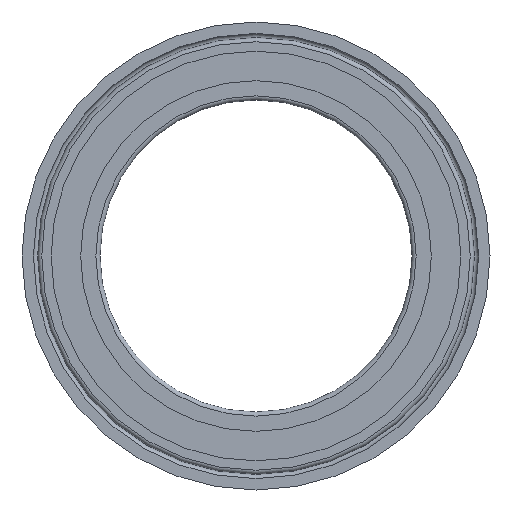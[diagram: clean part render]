
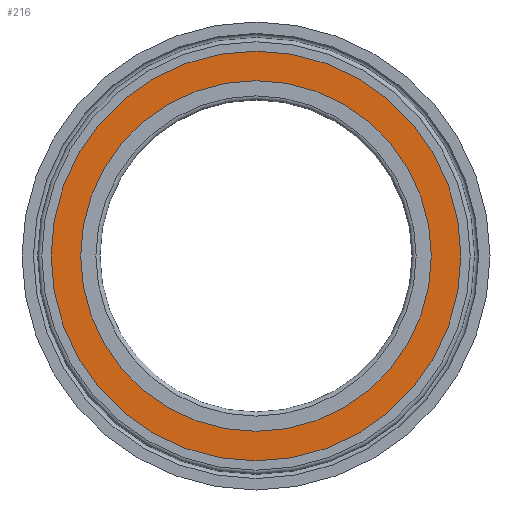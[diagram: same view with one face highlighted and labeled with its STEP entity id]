
A CAD part, left-side view. The second image highlights one B-rep face of the part: STEP entity #216.
In plain terms, the highlighted planar face has unit normal (-1, 0, 0).
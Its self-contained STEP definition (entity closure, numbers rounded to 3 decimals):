
#63=ORIENTED_EDGE('',*,*,#84,.T.);
#64=ORIENTED_EDGE('',*,*,#83,.F.);
#83=EDGE_CURVE('',#101,#101,#119,.T.);
#84=EDGE_CURVE('',#102,#102,#120,.T.);
#101=VERTEX_POINT('',#391);
#102=VERTEX_POINT('',#394);
#119=CIRCLE('',#263,9.85);
#120=CIRCLE('',#265,8.43);
#153=EDGE_LOOP('',(#63));
#154=EDGE_LOOP('',(#64));
#189=FACE_BOUND('',#153,.T.);
#190=FACE_BOUND('',#154,.T.);
#199=PLANE('',#264);
#216=ADVANCED_FACE('',(#189,#190),#199,.T.);
#263=AXIS2_PLACEMENT_3D('',#390,#333,#334);
#264=AXIS2_PLACEMENT_3D('',#392,#335,#336);
#265=AXIS2_PLACEMENT_3D('',#393,#337,#338);
#333=DIRECTION('',(1.,0.,0.));
#334=DIRECTION('',(0.,0.,-1.));
#335=DIRECTION('',(-1.,0.,0.));
#336=DIRECTION('',(0.,0.,1.));
#337=DIRECTION('',(1.,0.,0.));
#338=DIRECTION('',(0.,0.,-1.));
#390=CARTESIAN_POINT('',(0.2,0.,0.));
#391=CARTESIAN_POINT('',(0.2,0.,-9.85));
#392=CARTESIAN_POINT('',(0.2,9.85,0.));
#393=CARTESIAN_POINT('',(0.2,0.,0.));
#394=CARTESIAN_POINT('',(0.2,0.,-8.43));
